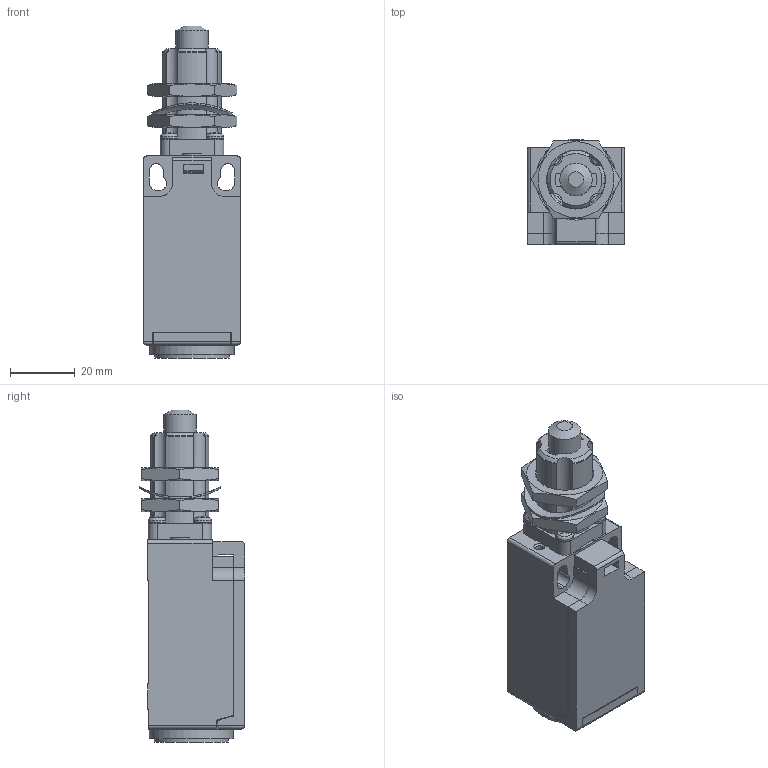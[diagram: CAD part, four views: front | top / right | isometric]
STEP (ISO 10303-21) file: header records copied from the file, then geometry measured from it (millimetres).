
FILE_DESCRIPTION (( 'STEP AP214' ), '1' );
FILE_NAME ('Z4S-236-02Z.STEP', '2021-01-18T18:44:54', ( '' ), ( '' ), 'SwSTEP 2.0', 'SolidWorks 2019', '' );
FILE_SCHEMA (( 'AUTOMOTIVE_DESIGN' ));
Length unit declared in the file: inch
Products named in the file (1): Z4S-236-02Z
Bounding box: 30 x 32.5 x 102.7 mm (x, y, z)
Volume: 57779.3 mm3; surface area: 20268.5 mm2
Topology: 4 solids, 4 shells, 348 faces, 939 edges, 604 vertices
Faces by surface type: plane 226, cylinder 90, cone 24, bspline 8
Full cylindrical faces by diameter (mm): 2.4 x6, 3.2 x4, 5.407 x4, 6.3 x1, 10 x1, 10.55 x1, 13 x1, 13.85 x1, 18.6 x1, 19 x1, 23 x1, 26 x1
Entity records: 16520 total; most frequent: CARTESIAN_POINT 3528, ORIENTED_EDGE 1768, DIRECTION 1627, EDGE_CURVE 884, VERTEX_POINT 592, AXIS2_PLACEMENT_3D 555, VECTOR 517, LINE 517
